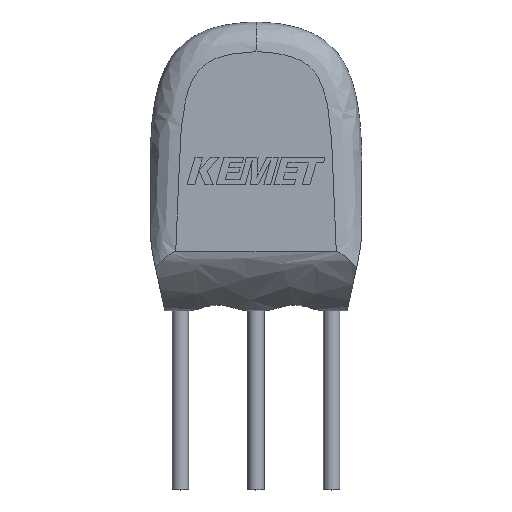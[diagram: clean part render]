
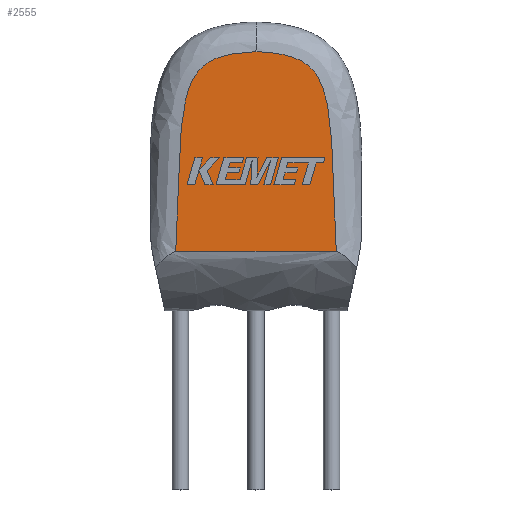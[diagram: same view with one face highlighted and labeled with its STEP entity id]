
A CAD part, top view. The second image highlights one B-rep face of the part: STEP entity #2555.
In plain terms, the highlighted planar face has unit normal (0, 0, 1).
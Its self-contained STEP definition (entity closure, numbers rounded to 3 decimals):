
#31 = CARTESIAN_POINT ( 'NONE',  ( -2.697, -3.639, 4.8 ) ) ;
#45 = CARTESIAN_POINT ( 'NONE',  ( 2.48, 0.841, 4.8 ) ) ;
#53 = FACE_OUTER_BOUND ( 'NONE', #3740, .T. ) ;
#57 = CARTESIAN_POINT ( 'NONE',  ( 2.697, -3.639, 4.8 ) ) ;
#149 = B_SPLINE_CURVE_WITH_KNOTS ( 'NONE', 3,
 ( #57, #426, #2301, #1531, #1948, #4209, #45, #3116, #819, #3506, #3893, #2837, #852, #1301, #2534, #1289, #3197, #893, #879, #1225, #4299 ),
 .UNSPECIFIED., .F., .F.,
 ( 4, 1, 2, 2, 2, 2, 2, 2, 2, 2, 4 ),
 ( 0., 0.002, 0.003, 0.004, 0.005, 0.006, 0.006, 0.006, 0.007, 0.007, 0.008 ),
 .UNSPECIFIED. ) ;
#215 = DIRECTION ( 'NONE',  ( 1., 0., 0. ) ) ;
#342 = CARTESIAN_POINT ( 'NONE',  ( -2.113, 2.164, 4.8 ) ) ;
#402 = CARTESIAN_POINT ( 'NONE',  ( -0.899, -3.639, 4.8 ) ) ;
#426 = CARTESIAN_POINT ( 'NONE',  ( 2.668, -2.949, 4.8 ) ) ;
#536 = B_SPLINE_CURVE_WITH_KNOTS ( 'NONE', 3,
 ( #31, #402, #3531, #2020 ),
 .UNSPECIFIED., .F., .F.,
 ( 4, 4 ),
 ( 0.114, 0.886 ),
 .UNSPECIFIED. ) ;
#565 = CARTESIAN_POINT ( 'NONE',  ( -2.769, 2.974, 4.8 ) ) ;
#685 = CARTESIAN_POINT ( 'NONE',  ( 2.697, -3.639, 4.8 ) ) ;
#819 = CARTESIAN_POINT ( 'NONE',  ( 2.306, 1.684, 4.8 ) ) ;
#852 = CARTESIAN_POINT ( 'NONE',  ( 1.853, 2.511, 4.8 ) ) ;
#879 = CARTESIAN_POINT ( 'NONE',  ( 0.687, 3.024, 4.8 ) ) ;
#893 = CARTESIAN_POINT ( 'NONE',  ( 1.19, 2.897, 4.8 ) ) ;
#1117 = CARTESIAN_POINT ( 'NONE',  ( -2.434, 1.183, 4.8 ) ) ;
#1225 = CARTESIAN_POINT ( 'NONE',  ( 0.345, 3.053, 4.8 ) ) ;
#1289 = CARTESIAN_POINT ( 'NONE',  ( 1.581, 2.721, 4.8 ) ) ;
#1301 = CARTESIAN_POINT ( 'NONE',  ( 1.791, 2.569, 4.8 ) ) ;
#1342 = CARTESIAN_POINT ( 'NONE',  ( -1.353, 2.84, 4.8 ) ) ;
#1479 = CARTESIAN_POINT ( 'NONE',  ( -2.697, -3.639, 4.8 ) ) ;
#1497 = CARTESIAN_POINT ( 'NONE',  ( -2.582, -0.882, 4.8 ) ) ;
#1531 = CARTESIAN_POINT ( 'NONE',  ( 2.582, -0.881, 4.8 ) ) ;
#1640 = VERTEX_POINT ( 'NONE', #685 ) ;
#1666 = AXIS2_PLACEMENT_3D ( 'NONE', #565, #4058, #215 ) ;
#1741 = CARTESIAN_POINT ( 'NONE',  ( -1.582, 2.72, 4.8 ) ) ;
#1787 = ORIENTED_EDGE ( 'NONE', *, *, #3541, .T. ) ;
#1844 = ORIENTED_EDGE ( 'NONE', *, *, #1874, .T. ) ;
#1874 = EDGE_CURVE ( 'NONE', #1640, #4690, #149, .T. ) ;
#1877 = CARTESIAN_POINT ( 'NONE',  ( -2.025, 2.315, 4.8 ) ) ;
#1892 = CARTESIAN_POINT ( 'NONE',  ( -1.854, 2.51, 4.8 ) ) ;
#1948 = CARTESIAN_POINT ( 'NONE',  ( 2.553, -0.191, 4.8 ) ) ;
#2020 = CARTESIAN_POINT ( 'NONE',  ( 2.697, -3.639, 4.8 ) ) ;
#2123 = CARTESIAN_POINT ( 'NONE',  ( -1.792, 2.568, 4.8 ) ) ;
#2237 = CARTESIAN_POINT ( 'NONE',  ( -0.345, 3.053, 4.8 ) ) ;
#2261 = CARTESIAN_POINT ( 'NONE',  ( -2.697, -3.639, 4.8 ) ) ;
#2276 = CARTESIAN_POINT ( 'NONE',  ( -2.542, 0.152, 4.8 ) ) ;
#2301 = CARTESIAN_POINT ( 'NONE',  ( 2.625, -1.915, 4.8 ) ) ;
#2534 = CARTESIAN_POINT ( 'NONE',  ( 1.655, 2.674, 4.8 ) ) ;
#2555 = ADVANCED_FACE ( 'NONE', ( #53 ), #2867, .T. ) ;
#2650 = CARTESIAN_POINT ( 'NONE',  ( -2.668, -2.95, 4.8 ) ) ;
#2805 = VERTEX_POINT ( 'NONE', #2261 ) ;
#2837 = CARTESIAN_POINT ( 'NONE',  ( 2.024, 2.317, 4.8 ) ) ;
#2867 = PLANE ( 'NONE',  #1666 ) ;
#2879 = CARTESIAN_POINT ( 'NONE',  ( -0.687, 3.024, 4.8 ) ) ;
#3027 = CARTESIAN_POINT ( 'NONE',  ( -2.254, 1.847, 4.8 ) ) ;
#3116 = CARTESIAN_POINT ( 'NONE',  ( 2.433, 1.185, 4.8 ) ) ;
#3197 = CARTESIAN_POINT ( 'NONE',  ( 1.352, 2.841, 4.8 ) ) ;
#3426 = CARTESIAN_POINT ( 'NONE',  ( -2.553, -0.192, 4.8 ) ) ;
#3506 = CARTESIAN_POINT ( 'NONE',  ( 2.253, 1.849, 4.8 ) ) ;
#3531 = CARTESIAN_POINT ( 'NONE',  ( 0.899, -3.639, 4.8 ) ) ;
#3541 = EDGE_CURVE ( 'NONE', #4690, #2805, #3896, .T. ) ;
#3612 = CARTESIAN_POINT ( 'NONE',  ( 0., 3.061, 4.8 ) ) ;
#3654 = CARTESIAN_POINT ( 'NONE',  ( -1.191, 2.896, 4.8 ) ) ;
#3666 = CARTESIAN_POINT ( 'NONE',  ( 0., 3.061, 4.8 ) ) ;
#3729 = ORIENTED_EDGE ( 'NONE', *, *, #4595, .T. ) ;
#3740 = EDGE_LOOP ( 'NONE', ( #1844, #1787, #3729 ) ) ;
#3804 = CARTESIAN_POINT ( 'NONE',  ( -2.48, 0.839, 4.8 ) ) ;
#3893 = CARTESIAN_POINT ( 'NONE',  ( 2.112, 2.165, 4.8 ) ) ;
#3896 = B_SPLINE_CURVE_WITH_KNOTS ( 'NONE', 3,
 ( #3666, #2237, #2879, #3654, #1342, #1741, #4400, #2123, #1892, #1877, #342, #3027, #4552, #1117, #3804, #2276, #3426, #1497, #4176, #2650, #1479 ),
 .UNSPECIFIED., .F., .F.,
 ( 4, 2, 2, 2, 2, 2, 2, 2, 2, 1, 4 ),
 ( 0., 0.001, 0.002, 0.002, 0.002, 0.003, 0.003, 0.004, 0.005, 0.006, 0.008 ),
 .UNSPECIFIED. ) ;
#4058 = DIRECTION ( 'NONE',  ( 0., 0., 1. ) ) ;
#4176 = CARTESIAN_POINT ( 'NONE',  ( -2.625, -1.916, 4.8 ) ) ;
#4209 = CARTESIAN_POINT ( 'NONE',  ( 2.542, 0.154, 4.8 ) ) ;
#4299 = CARTESIAN_POINT ( 'NONE',  ( 0., 3.061, 4.8 ) ) ;
#4400 = CARTESIAN_POINT ( 'NONE',  ( -1.656, 2.674, 4.8 ) ) ;
#4552 = CARTESIAN_POINT ( 'NONE',  ( -2.306, 1.683, 4.8 ) ) ;
#4595 = EDGE_CURVE ( 'NONE', #2805, #1640, #536, .T. ) ;
#4690 = VERTEX_POINT ( 'NONE', #3612 ) ;
